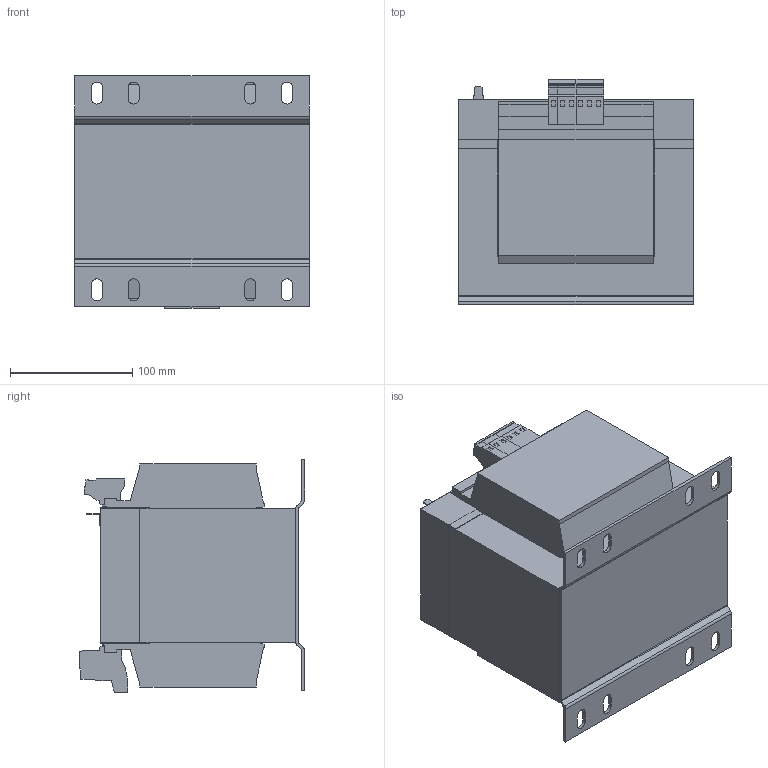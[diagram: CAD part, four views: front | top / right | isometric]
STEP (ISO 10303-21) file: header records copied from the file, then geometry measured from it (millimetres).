
FILE_DESCRIPTION (( 'STEP AP214' ), '1' );
FILE_NAME ('267014.STEP', '2020-07-16T05:07:14', ( '' ), ( '' ), 'SwSTEP 2.0', 'SolidWorks 2018', '' );
FILE_SCHEMA (( 'AUTOMOTIVE_DESIGN' ));
Length unit declared in the file: millimetre
Products named in the file (1): 267014
Bounding box: 192 x 184.5 x 189.95 mm (x, y, z)
Volume: 4485329.6 mm3; surface area: 321696.3 mm2
Topology: 1 solids, 1 shells, 340 faces, 892 edges, 567 vertices
Faces by surface type: plane 286, cylinder 54
Entity records: 10325 total; most frequent: CARTESIAN_POINT 1800, ORIENTED_EDGE 1784, DIRECTION 1681, EDGE_CURVE 892, LINE 785, VECTOR 785, VERTEX_POINT 567, AXIS2_PLACEMENT_3D 448
